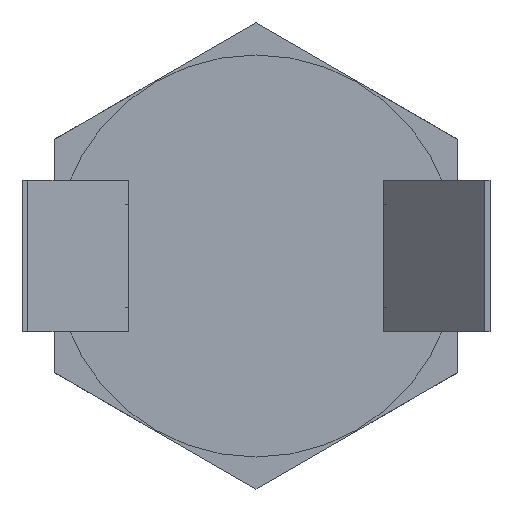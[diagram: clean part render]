
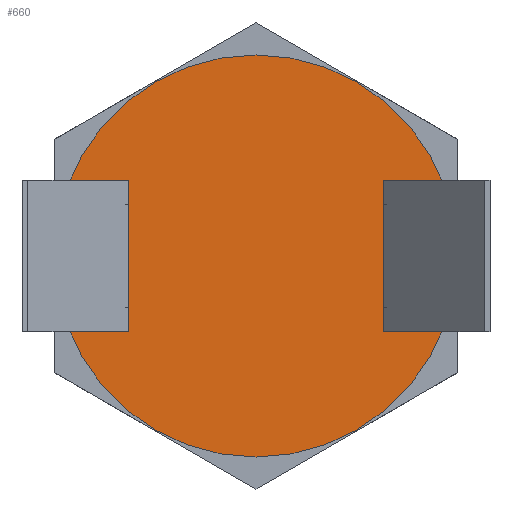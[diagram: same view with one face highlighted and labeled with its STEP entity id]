
A CAD part, front view. The second image highlights one B-rep face of the part: STEP entity #660.
In plain terms, the highlighted planar face has unit normal (0, -1, 0).
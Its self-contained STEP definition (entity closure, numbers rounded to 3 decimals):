
#4 = DIRECTION ( 'NONE',  ( 1., 0., 0. ) ) ;
#12 = DIRECTION ( 'NONE',  ( 0., 1., 0. ) ) ;
#13 = VECTOR ( 'NONE', #1217, 1000. ) ;
#18 = CARTESIAN_POINT ( 'NONE',  ( -10.504, 0., 3.245 ) ) ;
#22 = CARTESIAN_POINT ( 'NONE',  ( 8.02, 0., -3.245 ) ) ;
#31 = LINE ( 'NONE', #348, #673 ) ;
#39 = EDGE_CURVE ( 'NONE', #754, #240, #1154, .T. ) ;
#46 = LINE ( 'NONE', #132, #939 ) ;
#74 = CARTESIAN_POINT ( 'NONE',  ( -8.387, 0., -3.245 ) ) ;
#79 = CARTESIAN_POINT ( 'NONE',  ( 0., 0., -12.645 ) ) ;
#90 = CARTESIAN_POINT ( 'NONE',  ( -8.387, 0., 3.245 ) ) ;
#128 = LINE ( 'NONE', #1417, #775 ) ;
#132 = CARTESIAN_POINT ( 'NONE',  ( 10.504, 0., -3.245 ) ) ;
#175 = ORIENTED_EDGE ( 'NONE', *, *, #1198, .F. ) ;
#202 = ORIENTED_EDGE ( 'NONE', *, *, #302, .T. ) ;
#211 = PLANE ( 'NONE',  #788 ) ;
#214 = EDGE_CURVE ( 'NONE', #1187, #240, #440, .T. ) ;
#218 = CARTESIAN_POINT ( 'NONE',  ( 0., 0., 0. ) ) ;
#224 = FACE_BOUND ( 'NONE', #563, .T. ) ;
#240 = VERTEX_POINT ( 'NONE', #74 ) ;
#267 = CARTESIAN_POINT ( 'NONE',  ( -8.02, 0., 3.245 ) ) ;
#285 = VECTOR ( 'NONE', #1439, 1000. ) ;
#286 = CARTESIAN_POINT ( 'NONE',  ( -10.504, 0., -3.245 ) ) ;
#293 = CARTESIAN_POINT ( 'NONE',  ( 8.387, 0., -3.245 ) ) ;
#297 = VERTEX_POINT ( 'NONE', #1422 ) ;
#302 = EDGE_CURVE ( 'NONE', #1119, #297, #31, .T. ) ;
#342 = DIRECTION ( 'NONE',  ( 0., 0., 1. ) ) ;
#348 = CARTESIAN_POINT ( 'NONE',  ( 10.504, 0., 3.245 ) ) ;
#384 = EDGE_LOOP ( 'NONE', ( #1369, #394, #1474, #1244 ) ) ;
#394 = ORIENTED_EDGE ( 'NONE', *, *, #1293, .F. ) ;
#431 = DIRECTION ( 'NONE',  ( 0., 0., -1. ) ) ;
#440 = LINE ( 'NONE', #1271, #777 ) ;
#493 = EDGE_CURVE ( 'NONE', #1350, #646, #1019, .T. ) ;
#509 = FACE_BOUND ( 'NONE', #384, .T. ) ;
#520 = EDGE_CURVE ( 'NONE', #1411, #754, #981, .T. ) ;
#531 = DIRECTION ( 'NONE',  ( -1., 0., 0. ) ) ;
#563 = EDGE_LOOP ( 'NONE', ( #175, #202, #1209, #784 ) ) ;
#589 = DIRECTION ( 'NONE',  ( 0., 1., 0. ) ) ;
#646 = VERTEX_POINT ( 'NONE', #79 ) ;
#660 = ADVANCED_FACE ( 'NONE', ( #509, #224, #800 ), #211, .F. ) ;
#673 = VECTOR ( 'NONE', #1193, 1000. ) ;
#676 = EDGE_CURVE ( 'NONE', #646, #1350, #1273, .T. ) ;
#739 = CARTESIAN_POINT ( 'NONE',  ( 0., 0., 0. ) ) ;
#749 = AXIS2_PLACEMENT_3D ( 'NONE', #1305, #589, #1427 ) ;
#754 = VERTEX_POINT ( 'NONE', #1438 ) ;
#775 = VECTOR ( 'NONE', #1525, 1000. ) ;
#777 = VECTOR ( 'NONE', #431, 1000. ) ;
#784 = ORIENTED_EDGE ( 'NONE', *, *, #1263, .F. ) ;
#788 = AXIS2_PLACEMENT_3D ( 'NONE', #218, #1075, #342 ) ;
#800 = FACE_OUTER_BOUND ( 'NONE', #1146, .T. ) ;
#863 = DIRECTION ( 'NONE',  ( 0., 0., 1. ) ) ;
#930 = CARTESIAN_POINT ( 'NONE',  ( 8.02, 0., 3.245 ) ) ;
#939 = VECTOR ( 'NONE', #4, 1000. ) ;
#945 = ORIENTED_EDGE ( 'NONE', *, *, #676, .F. ) ;
#948 = DIRECTION ( 'NONE',  ( 0., 0., -1. ) ) ;
#981 = LINE ( 'NONE', #984, #13 ) ;
#984 = CARTESIAN_POINT ( 'NONE',  ( -8.02, 0., 3.245 ) ) ;
#989 = CARTESIAN_POINT ( 'NONE',  ( 0., 0., 12.645 ) ) ;
#999 = EDGE_CURVE ( 'NONE', #297, #1472, #1535, .T. ) ;
#1019 = CIRCLE ( 'NONE', #1064, 12.645 ) ;
#1064 = AXIS2_PLACEMENT_3D ( 'NONE', #739, #12, #863 ) ;
#1068 = VECTOR ( 'NONE', #531, 1000. ) ;
#1075 = DIRECTION ( 'NONE',  ( 0., 1., 0. ) ) ;
#1119 = VERTEX_POINT ( 'NONE', #930 ) ;
#1146 = EDGE_LOOP ( 'NONE', ( #1424, #945 ) ) ;
#1154 = LINE ( 'NONE', #286, #1068 ) ;
#1187 = VERTEX_POINT ( 'NONE', #90 ) ;
#1193 = DIRECTION ( 'NONE',  ( 1., 0., 0. ) ) ;
#1198 = EDGE_CURVE ( 'NONE', #1119, #1344, #128, .T. ) ;
#1209 = ORIENTED_EDGE ( 'NONE', *, *, #999, .T. ) ;
#1217 = DIRECTION ( 'NONE',  ( 0., 0., -1. ) ) ;
#1238 = VECTOR ( 'NONE', #948, 1000. ) ;
#1244 = ORIENTED_EDGE ( 'NONE', *, *, #39, .T. ) ;
#1254 = LINE ( 'NONE', #18, #285 ) ;
#1263 = EDGE_CURVE ( 'NONE', #1344, #1472, #46, .T. ) ;
#1271 = CARTESIAN_POINT ( 'NONE',  ( -8.387, 0., 3.245 ) ) ;
#1273 = CIRCLE ( 'NONE', #749, 12.645 ) ;
#1293 = EDGE_CURVE ( 'NONE', #1411, #1187, #1254, .T. ) ;
#1294 = CARTESIAN_POINT ( 'NONE',  ( 8.387, 0., 3.245 ) ) ;
#1305 = CARTESIAN_POINT ( 'NONE',  ( 0., 0., 0. ) ) ;
#1344 = VERTEX_POINT ( 'NONE', #22 ) ;
#1350 = VERTEX_POINT ( 'NONE', #989 ) ;
#1369 = ORIENTED_EDGE ( 'NONE', *, *, #214, .F. ) ;
#1411 = VERTEX_POINT ( 'NONE', #267 ) ;
#1417 = CARTESIAN_POINT ( 'NONE',  ( 8.02, 0., 3.245 ) ) ;
#1422 = CARTESIAN_POINT ( 'NONE',  ( 8.387, 0., 3.245 ) ) ;
#1424 = ORIENTED_EDGE ( 'NONE', *, *, #493, .F. ) ;
#1427 = DIRECTION ( 'NONE',  ( 0., 0., 1. ) ) ;
#1438 = CARTESIAN_POINT ( 'NONE',  ( -8.02, 0., -3.245 ) ) ;
#1439 = DIRECTION ( 'NONE',  ( -1., 0., 0. ) ) ;
#1472 = VERTEX_POINT ( 'NONE', #293 ) ;
#1474 = ORIENTED_EDGE ( 'NONE', *, *, #520, .T. ) ;
#1525 = DIRECTION ( 'NONE',  ( 0., 0., -1. ) ) ;
#1535 = LINE ( 'NONE', #1294, #1238 ) ;
